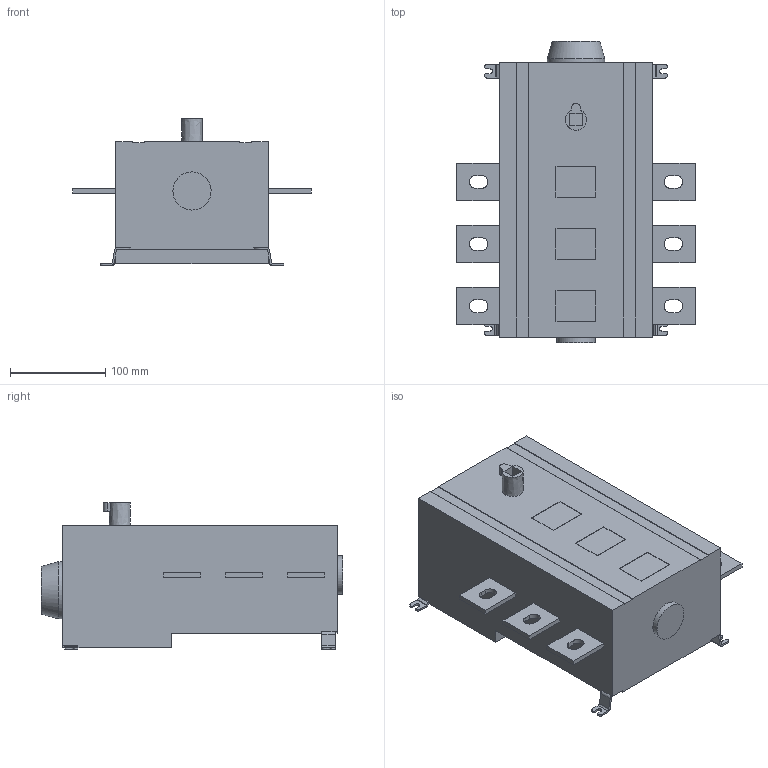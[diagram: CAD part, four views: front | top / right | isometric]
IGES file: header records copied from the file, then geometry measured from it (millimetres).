
Global section: file name: OT800ES03.igs; preprocessor: I-DEAS 3D IGES Translator 11; date: 20080611.152433; units: millimetre
Bounding box: 250 x 316 x 153.9 mm (x, y, z)
Volume: 5560827.1 mm3; surface area: 235337 mm2
Topology: 1 solids, 1 shells, 265 faces, 721 edges, 479 vertices
Faces by surface type: bspline 265
